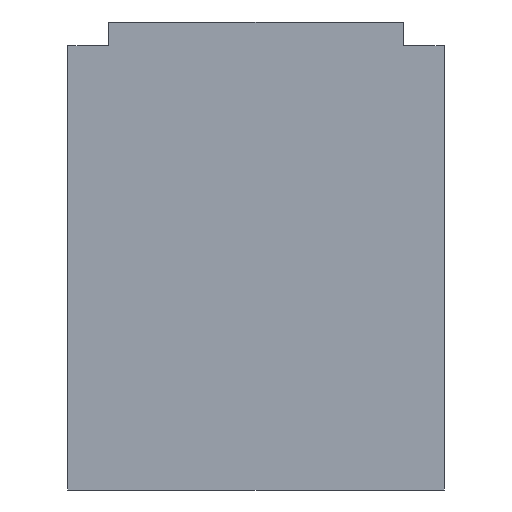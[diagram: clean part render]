
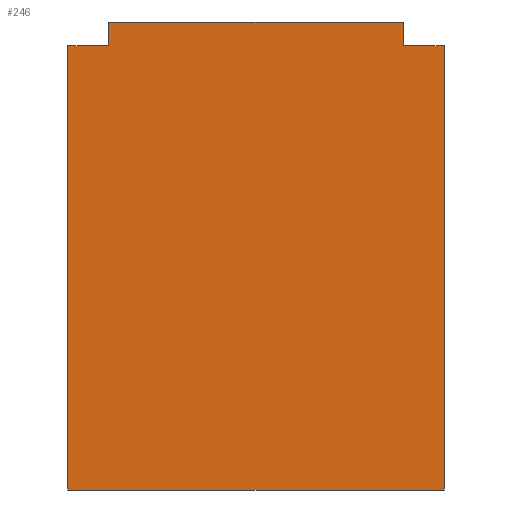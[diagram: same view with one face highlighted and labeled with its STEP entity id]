
A CAD part, front view. The second image highlights one B-rep face of the part: STEP entity #246.
In plain terms, the highlighted planar face has unit normal (0, -1, 0).
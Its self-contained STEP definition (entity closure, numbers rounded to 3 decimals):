
#1 = VERTEX_POINT ( 'NONE', #171 ) ;
#2 = EDGE_CURVE ( 'NONE', #269, #66, #12, .T. ) ;
#3 = CARTESIAN_POINT ( 'NONE',  ( 125.39, 0., 0. ) ) ;
#4 = VECTOR ( 'NONE', #273, 1000. ) ;
#7 = ORIENTED_EDGE ( 'NONE', *, *, #230, .T. ) ;
#9 = ORIENTED_EDGE ( 'NONE', *, *, #67, .F. ) ;
#11 = EDGE_CURVE ( 'NONE', #56, #192, #152, .T. ) ;
#12 = LINE ( 'NONE', #15, #4 ) ;
#13 = DIRECTION ( 'NONE',  ( 0., 0., -1. ) ) ;
#15 = CARTESIAN_POINT ( 'NONE',  ( 0., 0., 189. ) ) ;
#16 = EDGE_LOOP ( 'NONE', ( #7, #317, #215, #197, #221, #29, #9, #247 ) ) ;
#25 = CARTESIAN_POINT ( 'NONE',  ( 125.39, 0., 189. ) ) ;
#27 = EDGE_CURVE ( 'NONE', #141, #56, #71, .T. ) ;
#29 = ORIENTED_EDGE ( 'NONE', *, *, #11, .T. ) ;
#33 = VERTEX_POINT ( 'NONE', #149 ) ;
#49 = LINE ( 'NONE', #302, #282 ) ;
#56 = VERTEX_POINT ( 'NONE', #255 ) ;
#66 = VERTEX_POINT ( 'NONE', #329 ) ;
#67 = EDGE_CURVE ( 'NONE', #66, #192, #279, .T. ) ;
#71 = LINE ( 'NONE', #297, #311 ) ;
#73 = DIRECTION ( 'NONE',  ( 0., 0., -1. ) ) ;
#84 = CARTESIAN_POINT ( 'NONE',  ( 160., 0., -189. ) ) ;
#106 = DIRECTION ( 'NONE',  ( 0., 1., 0. ) ) ;
#108 = AXIS2_PLACEMENT_3D ( 'NONE', #334, #106, #316 ) ;
#109 = LINE ( 'NONE', #113, #131 ) ;
#113 = CARTESIAN_POINT ( 'NONE',  ( 0., 0., 189. ) ) ;
#119 = EDGE_CURVE ( 'NONE', #248, #1, #49, .T. ) ;
#131 = VECTOR ( 'NONE', #140, 1000. ) ;
#132 = CARTESIAN_POINT ( 'NONE',  ( -125.39, 0., 209. ) ) ;
#133 = LINE ( 'NONE', #3, #327 ) ;
#140 = DIRECTION ( 'NONE',  ( 1., 0., 0. ) ) ;
#141 = VERTEX_POINT ( 'NONE', #257 ) ;
#149 = CARTESIAN_POINT ( 'NONE',  ( -125.39, 0., 189. ) ) ;
#151 = VECTOR ( 'NONE', #227, 1000. ) ;
#152 = LINE ( 'NONE', #321, #151 ) ;
#171 = CARTESIAN_POINT ( 'NONE',  ( 125.39, 0., 209. ) ) ;
#184 = LINE ( 'NONE', #190, #265 ) ;
#190 = CARTESIAN_POINT ( 'NONE',  ( -125.39, 0., 0. ) ) ;
#192 = VERTEX_POINT ( 'NONE', #84 ) ;
#193 = EDGE_CURVE ( 'NONE', #33, #248, #184, .T. ) ;
#197 = ORIENTED_EDGE ( 'NONE', *, *, #303, .F. ) ;
#215 = ORIENTED_EDGE ( 'NONE', *, *, #193, .F. ) ;
#216 = DIRECTION ( 'NONE',  ( 0., 0., 1. ) ) ;
#221 = ORIENTED_EDGE ( 'NONE', *, *, #27, .T. ) ;
#227 = DIRECTION ( 'NONE',  ( 1., 0., 0. ) ) ;
#229 = CARTESIAN_POINT ( 'NONE',  ( 160., 0., 0. ) ) ;
#230 = EDGE_CURVE ( 'NONE', #269, #1, #133, .T. ) ;
#234 = DIRECTION ( 'NONE',  ( 1., 0., 0. ) ) ;
#238 = PLANE ( 'NONE',  #108 ) ;
#246 = ADVANCED_FACE ( 'NONE', ( #263 ), #238, .F. ) ;
#247 = ORIENTED_EDGE ( 'NONE', *, *, #2, .F. ) ;
#248 = VERTEX_POINT ( 'NONE', #132 ) ;
#255 = CARTESIAN_POINT ( 'NONE',  ( -160., 0., -189. ) ) ;
#257 = CARTESIAN_POINT ( 'NONE',  ( -160., 0., 189. ) ) ;
#263 = FACE_OUTER_BOUND ( 'NONE', #16, .T. ) ;
#265 = VECTOR ( 'NONE', #216, 1000. ) ;
#269 = VERTEX_POINT ( 'NONE', #25 ) ;
#272 = VECTOR ( 'NONE', #73, 1000. ) ;
#273 = DIRECTION ( 'NONE',  ( 1., 0., 0. ) ) ;
#279 = LINE ( 'NONE', #229, #272 ) ;
#282 = VECTOR ( 'NONE', #234, 1000. ) ;
#291 = DIRECTION ( 'NONE',  ( 0., 0., 1. ) ) ;
#297 = CARTESIAN_POINT ( 'NONE',  ( -160., 0., 0. ) ) ;
#302 = CARTESIAN_POINT ( 'NONE',  ( 0., 0., 209. ) ) ;
#303 = EDGE_CURVE ( 'NONE', #141, #33, #109, .T. ) ;
#311 = VECTOR ( 'NONE', #13, 1000. ) ;
#316 = DIRECTION ( 'NONE',  ( 0., 0., 1. ) ) ;
#317 = ORIENTED_EDGE ( 'NONE', *, *, #119, .F. ) ;
#321 = CARTESIAN_POINT ( 'NONE',  ( 0., 0., -189. ) ) ;
#327 = VECTOR ( 'NONE', #291, 1000. ) ;
#329 = CARTESIAN_POINT ( 'NONE',  ( 160., 0., 189. ) ) ;
#334 = CARTESIAN_POINT ( 'NONE',  ( 0., 0., 0. ) ) ;
